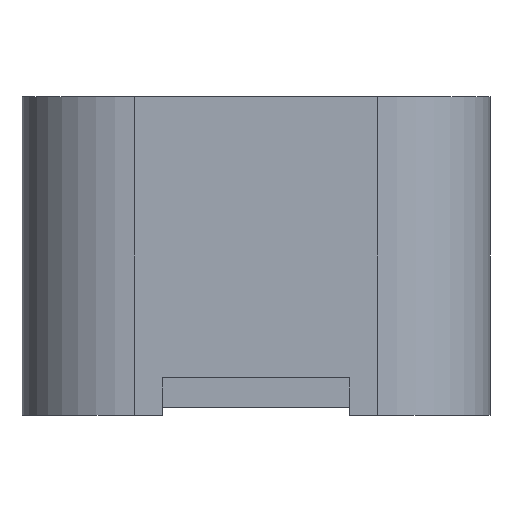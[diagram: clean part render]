
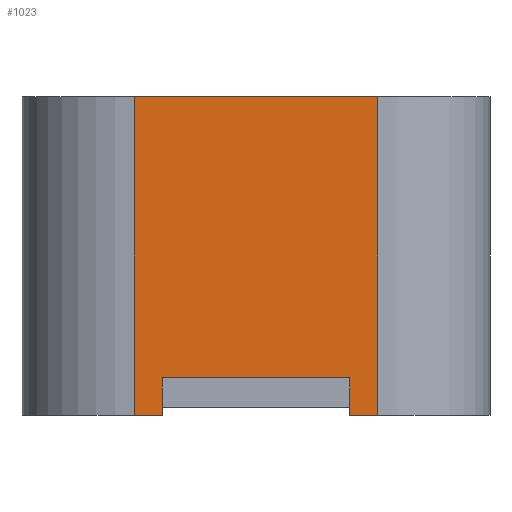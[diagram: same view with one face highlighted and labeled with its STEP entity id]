
A CAD part, left-side view. The second image highlights one B-rep face of the part: STEP entity #1023.
In plain terms, the highlighted planar face has unit normal (-1, 0, 0).
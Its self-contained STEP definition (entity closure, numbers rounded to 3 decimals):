
#51=PLANE('',#1137);
#104=FACE_OUTER_BOUND('',#161,.T.);
#161=EDGE_LOOP('',(#868,#869,#870,#871,#872,#873,#874,#875));
#254=LINE('',#1543,#346);
#265=LINE('',#1562,#357);
#266=LINE('',#1565,#358);
#277=LINE('',#1587,#369);
#288=LINE('',#1700,#380);
#289=LINE('',#1704,#381);
#292=LINE('',#1714,#384);
#293=LINE('',#1749,#385);
#346=VECTOR('',#1227,10.);
#357=VECTOR('',#1246,10.);
#358=VECTOR('',#1249,10.);
#369=VECTOR('',#1268,10.);
#380=VECTOR('',#1359,10.);
#381=VECTOR('',#1364,10.);
#384=VECTOR('',#1377,10.);
#385=VECTOR('',#1390,10.);
#442=VERTEX_POINT('',#1540);
#443=VERTEX_POINT('',#1542);
#447=VERTEX_POINT('',#1560);
#448=VERTEX_POINT('',#1564);
#455=VERTEX_POINT('',#1586);
#484=VERTEX_POINT('',#1696);
#486=VERTEX_POINT('',#1702);
#488=VERTEX_POINT('',#1712);
#548=EDGE_CURVE('',#443,#442,#254,.T.);
#559=EDGE_CURVE('',#442,#447,#265,.T.);
#560=EDGE_CURVE('',#448,#443,#266,.T.);
#571=EDGE_CURVE('',#455,#448,#277,.T.);
#616=EDGE_CURVE('',#455,#484,#288,.T.);
#618=EDGE_CURVE('',#447,#486,#289,.T.);
#623=EDGE_CURVE('',#488,#486,#292,.T.);
#627=EDGE_CURVE('',#484,#488,#293,.T.);
#868=ORIENTED_EDGE('',*,*,#559,.T.);
#869=ORIENTED_EDGE('',*,*,#618,.T.);
#870=ORIENTED_EDGE('',*,*,#623,.F.);
#871=ORIENTED_EDGE('',*,*,#627,.F.);
#872=ORIENTED_EDGE('',*,*,#616,.F.);
#873=ORIENTED_EDGE('',*,*,#571,.T.);
#874=ORIENTED_EDGE('',*,*,#560,.T.);
#875=ORIENTED_EDGE('',*,*,#548,.T.);
#1023=ADVANCED_FACE('',(#104),#51,.T.);
#1137=AXIS2_PLACEMENT_3D('',#1748,#1388,#1389);
#1227=DIRECTION('',(0.,-1.,0.));
#1246=DIRECTION('',(0.,0.,-1.));
#1249=DIRECTION('',(0.,0.,1.));
#1268=DIRECTION('',(0.,-1.,0.));
#1359=DIRECTION('',(0.,0.,1.));
#1364=DIRECTION('',(0.,-1.,0.));
#1377=DIRECTION('',(0.,0.,-1.));
#1388=DIRECTION('center_axis',(-1.,0.,0.));
#1389=DIRECTION('ref_axis',(0.,-1.,0.));
#1390=DIRECTION('',(0.,-1.,0.));
#1540=CARTESIAN_POINT('',(0.,3.75,1.));
#1542=CARTESIAN_POINT('',(0.,8.75,1.));
#1543=CARTESIAN_POINT('',(0.,9.375,1.));
#1560=CARTESIAN_POINT('',(0.,3.75,0.));
#1562=CARTESIAN_POINT('',(0.,3.75,0.));
#1564=CARTESIAN_POINT('',(0.,8.75,0.));
#1565=CARTESIAN_POINT('',(0.,8.75,0.));
#1586=CARTESIAN_POINT('',(0.,9.5,0.));
#1587=CARTESIAN_POINT('',(0.,12.5,0.));
#1696=CARTESIAN_POINT('',(0.,9.5,8.5));
#1700=CARTESIAN_POINT('',(0.,9.5,0.));
#1702=CARTESIAN_POINT('',(0.,3.,0.));
#1704=CARTESIAN_POINT('',(0.,12.5,0.));
#1712=CARTESIAN_POINT('',(0.,3.,8.5));
#1714=CARTESIAN_POINT('',(0.,3.,0.));
#1748=CARTESIAN_POINT('Origin',(0.,12.5,0.));
#1749=CARTESIAN_POINT('',(0.,12.5,8.5));
